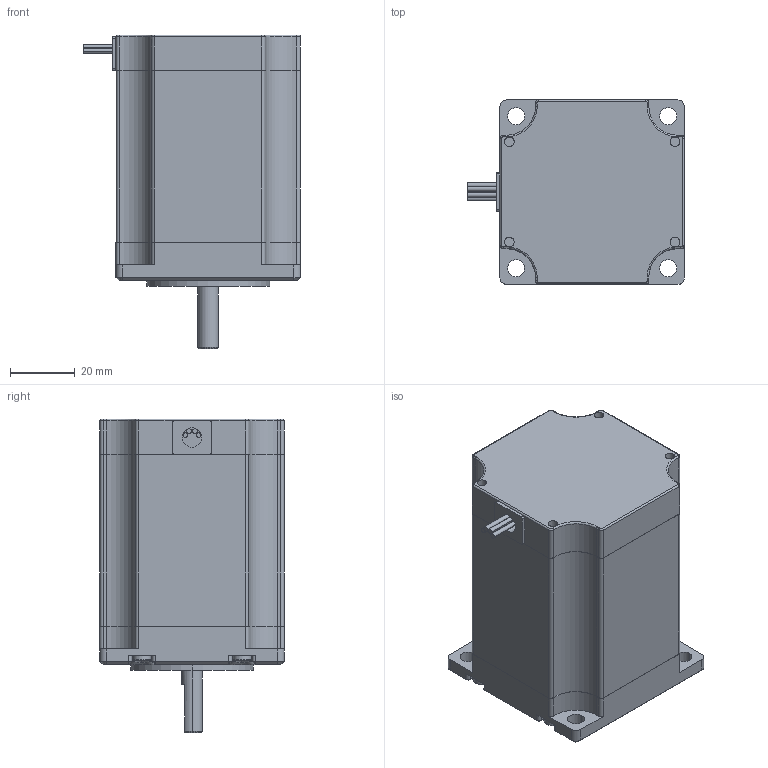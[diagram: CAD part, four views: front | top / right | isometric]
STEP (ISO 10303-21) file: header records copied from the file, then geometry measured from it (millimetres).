
FILE_DESCRIPTION (( 'STEP AP203' ), '1' );
FILE_NAME ('stepper_nema23_23HS30-2804S.STEP', '2022-04-20T13:27:30', ( '' ), ( '' ), 'SwSTEP 2.0', 'SolidWorks 2019', '' );
FILE_SCHEMA (( 'CONFIG_CONTROL_DESIGN' ));
Length unit declared in the file: millimetre
Products named in the file (3): Body_nema23_23HS30-2804S; pan head cross recess screw_iso_ISO 7045 - M3 x 30 - Z - 30N; stepper_nema23_23HS30-2804S
Assembly tree (5 placements, depth 2):
  stepper_nema23_23HS30-2804S
    Body_nema23_23HS30-2804S
    pan head cross recess screw_iso_ISO 7045 - M3 x 30 - Z - 30N  x4
Bounding box: 67 x 57 x 97 mm (x, y, z)
Volume: 217007.8 mm3; surface area: 28003.9 mm2
Topology: 5 solids, 5 shells, 384 faces, 948 edges, 572 vertices
Faces by surface type: plane 151, cylinder 124, cone 67, torus 34, sphere 8
Entity records: 8048 total; most frequent: DIRECTION 1466, CARTESIAN_POINT 1332, ORIENTED_EDGE 1264, EDGE_CURVE 632, AXIS2_PLACEMENT_3D 586, VERTEX_POINT 392, CIRCLE 323, LINE 294
